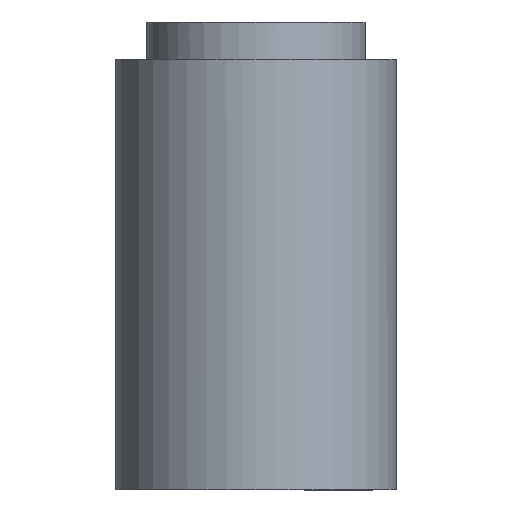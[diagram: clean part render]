
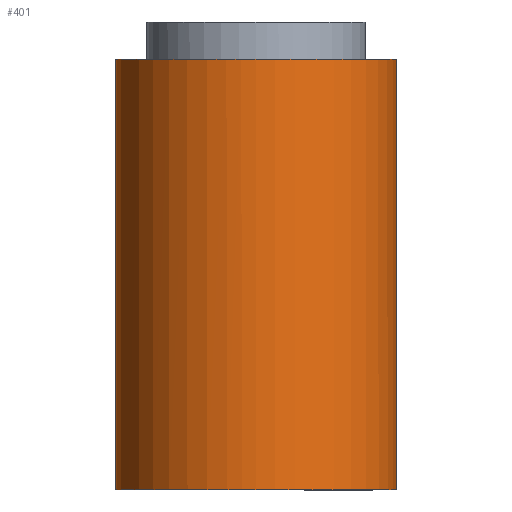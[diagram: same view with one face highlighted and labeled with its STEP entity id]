
A CAD part, left-side view. The second image highlights one B-rep face of the part: STEP entity #401.
In plain terms, the highlighted free-form (B-spline) face has degree [2, 1] with [9, 2] control points.
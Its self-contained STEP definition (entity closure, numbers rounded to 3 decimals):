
#14 = CARTESIAN_POINT ( 'NONE',  ( 3116.172, 2399.641, 138. ) ) ;
#17 = CARTESIAN_POINT ( 'NONE',  ( 3076.575, 2352.225, 138. ) ) ;
#22 = CARTESIAN_POINT ( 'NONE',  ( 3077.842, 2343.903, 138. ) ) ;
#82 = VERTEX_POINT ( 'NONE', #1202 ) ;
#127 = CARTESIAN_POINT ( 'NONE',  ( 3076.575, 2309.877, 140.76 ) ) ;
#147 = CARTESIAN_POINT ( 'NONE',  ( 3121.575, 2309.877, 138. ) ) ;
#160 = CARTESIAN_POINT ( 'NONE',  ( 3121.575, 2399.877, 138. ) ) ;
#165 = CARTESIAN_POINT ( 'NONE',  ( 3107.78, 2311.94, 138. ) ) ;
#182 = CARTESIAN_POINT ( 'NONE',  ( 3076.811, 2360.279, 138. ) ) ;
#196 = EDGE_CURVE ( 'NONE', #649, #775, #635, .T. ) ;
#198 = CARTESIAN_POINT ( 'NONE',  ( 3082.228, 2376.929, 138. ) ) ;
#218 = CARTESIAN_POINT ( 'NONE',  ( 3076.575, 2354.877, 0. ) ) ;
#243 = CARTESIAN_POINT ( 'NONE',  ( 3076.575, 2309.877, 0. ) ) ;
#272 = CARTESIAN_POINT ( 'NONE',  ( 3076.575, 2309.877, -2.76 ) ) ;
#287 = CARTESIAN_POINT ( 'NONE',  ( 3121.575, 2399.877, -2.76 ) ) ;
#293 = CARTESIAN_POINT ( 'NONE',  ( 3121.575, 2399.877, 140.76 ) ) ;
#334 = CARTESIAN_POINT ( 'NONE',  ( 3087.558, 2325.254, 138. ) ) ;
#349 = CARTESIAN_POINT ( 'NONE',  ( 3110.601, 2398.61, 138. ) ) ;
#350 = ORIENTED_EDGE ( 'NONE', *, *, #1779, .F. ) ;
#363 = B_SPLINE_CURVE_WITH_KNOTS ( 'NONE', 3,
 ( #925, #17, #614, #22, #1843, #1554, #461, #1229, #334, #1542, #761, #1687, #1079, #165, #1839, #618, #1707, #1834 ),
 .UNSPECIFIED., .F., .F.,
 ( 4, 2, 2, 2, 2, 2, 2, 2, 4 ),
 ( -270., -258.75, -247.5, -236.25, -225., -213.75, -202.5, -191.25, -180. ),
 .UNSPECIFIED. ) ;
#401 = ADVANCED_FACE ( 'NONE', ( #1118 ), #977, .T. ) ;
#420 = VERTEX_POINT ( 'NONE', #1058 ) ;
#443 = CARTESIAN_POINT ( 'NONE',  ( 3121.575, 2399.877, 140.76 ) ) ;
#461 = CARTESIAN_POINT ( 'NONE',  ( 3082.228, 2332.825, 138. ) ) ;
#485 = EDGE_CURVE ( 'NONE', #420, #1942, #363, .T. ) ;
#486 = CARTESIAN_POINT ( 'NONE',  ( 3099.523, 2394.223, 138. ) ) ;
#509 = CARTESIAN_POINT ( 'NONE',  ( 3094.378, 2390.86, 138. ) ) ;
#510 = ORIENTED_EDGE ( 'NONE', *, *, #1198, .F. ) ;
#535 =( BOUNDED_CURVE ( )  B_SPLINE_CURVE ( 2, ( #218, #243, #854 ),
 .UNSPECIFIED., .F., .T. ) 
 B_SPLINE_CURVE_WITH_KNOTS ( ( 3, 3 ),
 ( 90., 180. ),
 .UNSPECIFIED. ) 
 CURVE ( )  GEOMETRIC_REPRESENTATION_ITEM ( )  RATIONAL_B_SPLINE_CURVE ( ( 1., 0.707, 1. ) ) 
 REPRESENTATION_ITEM ( '' )  );
#578 = ORIENTED_EDGE ( 'NONE', *, *, #1898, .T. ) ;
#579 = CARTESIAN_POINT ( 'NONE',  ( 3166.575, 2399.877, 140.76 ) ) ;
#587 = CARTESIAN_POINT ( 'NONE',  ( 3166.575, 2354.877, 140.76 ) ) ;
#614 = CARTESIAN_POINT ( 'NONE',  ( 3076.811, 2349.474, 138. ) ) ;
#618 = CARTESIAN_POINT ( 'NONE',  ( 3116.172, 2310.112, 138. ) ) ;
#620 = CARTESIAN_POINT ( 'NONE',  ( 3118.923, 2399.877, 138. ) ) ;
#635 = B_SPLINE_CURVE_WITH_KNOTS ( 'NONE', 1,
 ( #928, #1073 ),
 .UNSPECIFIED., .F., .F.,
 ( 2, 2 ),
 ( -69., 69. ),
 .UNSPECIFIED. ) ;
#642 = CARTESIAN_POINT ( 'NONE',  ( 3076.575, 2357.528, 138. ) ) ;
#649 = VERTEX_POINT ( 'NONE', #160 ) ;
#650 = CARTESIAN_POINT ( 'NONE',  ( 3102.241, 2395.621, 138. ) ) ;
#742 = CARTESIAN_POINT ( 'NONE',  ( 3076.575, 2354.877, -2.76 ) ) ;
#761 = CARTESIAN_POINT ( 'NONE',  ( 3094.378, 2318.894, 138. ) ) ;
#775 = VERTEX_POINT ( 'NONE', #1703 ) ;
#812 = CARTESIAN_POINT ( 'NONE',  ( 3085.592, 2382.074, 138. ) ) ;
#835 = CARTESIAN_POINT ( 'NONE',  ( 3078.638, 2368.671, 138. ) ) ;
#839 =( BOUNDED_CURVE ( )  B_SPLINE_CURVE ( 2, ( #1218, #1364, #1369 ),
 .UNSPECIFIED., .F., .F. ) 
 B_SPLINE_CURVE_WITH_KNOTS ( ( 3, 3 ),
 ( 0., 90. ),
 .UNSPECIFIED. ) 
 CURVE ( )  GEOMETRIC_REPRESENTATION_ITEM ( )  RATIONAL_B_SPLINE_CURVE ( ( 1., 0.707, 1. ) ) 
 REPRESENTATION_ITEM ( '' )  );
#854 = CARTESIAN_POINT ( 'NONE',  ( 3121.575, 2309.877, 0. ) ) ;
#871 = EDGE_CURVE ( 'NONE', #775, #82, #839, .T. ) ;
#898 = B_SPLINE_CURVE_WITH_KNOTS ( 'NONE', 1,
 ( #147, #1211 ),
 .UNSPECIFIED., .F., .F.,
 ( 2, 2 ),
 ( -69., 69. ),
 .UNSPECIFIED. ) ;
#899 = CARTESIAN_POINT ( 'NONE',  ( 3166.575, 2309.877, 140.76 ) ) ;
#925 = CARTESIAN_POINT ( 'NONE',  ( 3076.575, 2354.877, 138. ) ) ;
#928 = CARTESIAN_POINT ( 'NONE',  ( 3121.575, 2399.877, 138. ) ) ;
#977 =( BOUNDED_SURFACE ( )  B_SPLINE_SURFACE ( 2, 1, ( 
 ( #443, #287 ),
 ( #579, #1662 ),
 ( #587, #1670 ),
 ( #899, #1504 ),
 ( #1182, #1949 ),
 ( #127, #272 ),
 ( #1199, #742 ),
 ( #1819, #1207 ),
 ( #293, #1363 ) ),
 .UNSPECIFIED., .T., .F., .F. ) 
 B_SPLINE_SURFACE_WITH_KNOTS ( ( 3, 2, 2, 2, 3 ),
 ( 2, 2 ),
 ( 0., 90., 180., 270., 360. ),
 ( -71.76, 71.76 ),
 .UNSPECIFIED. ) 
 GEOMETRIC_REPRESENTATION_ITEM ( )  RATIONAL_B_SPLINE_SURFACE ( (
 ( 1., 1.),
 ( 0.707, 0.707),
 ( 1., 1.),
 ( 0.707, 0.707),
 ( 1., 1.),
 ( 0.707, 0.707),
 ( 1., 1.),
 ( 0.707, 0.707),
 ( 1., 1.) ) ) 
 REPRESENTATION_ITEM ( '' )  SURFACE ( )  );
#1015 = B_SPLINE_CURVE_WITH_KNOTS ( 'NONE', 3,
 ( #1094, #620, #14, #349, #1120, #650, #486, #509, #1748, #1567, #812, #198, #1267, #835, #1589, #182, #642, #1104 ),
 .UNSPECIFIED., .F., .F.,
 ( 4, 2, 2, 2, 2, 2, 2, 2, 4 ),
 ( 0., 45., 90., 135., 180., 225., 270., 315., 360. ),
 .UNSPECIFIED. ) ;
#1058 = CARTESIAN_POINT ( 'NONE',  ( 3076.575, 2354.877, 138. ) ) ;
#1073 = CARTESIAN_POINT ( 'NONE',  ( 3121.575, 2399.877, 0. ) ) ;
#1079 = CARTESIAN_POINT ( 'NONE',  ( 3102.241, 2314.133, 138. ) ) ;
#1094 = CARTESIAN_POINT ( 'NONE',  ( 3121.575, 2399.877, 138. ) ) ;
#1104 = CARTESIAN_POINT ( 'NONE',  ( 3076.575, 2354.877, 138. ) ) ;
#1110 = VERTEX_POINT ( 'NONE', #1359 ) ;
#1118 = FACE_OUTER_BOUND ( 'NONE', #1625, .T. ) ;
#1120 = CARTESIAN_POINT ( 'NONE',  ( 3107.78, 2397.814, 138. ) ) ;
#1181 = ORIENTED_EDGE ( 'NONE', *, *, #196, .T. ) ;
#1182 = CARTESIAN_POINT ( 'NONE',  ( 3121.575, 2309.877, 140.76 ) ) ;
#1198 = EDGE_CURVE ( 'NONE', #1942, #1110, #898, .T. ) ;
#1199 = CARTESIAN_POINT ( 'NONE',  ( 3076.575, 2354.877, 140.76 ) ) ;
#1202 = CARTESIAN_POINT ( 'NONE',  ( 3076.575, 2354.877, 0. ) ) ;
#1207 = CARTESIAN_POINT ( 'NONE',  ( 3076.575, 2399.877, -2.76 ) ) ;
#1211 = CARTESIAN_POINT ( 'NONE',  ( 3121.575, 2309.877, 0. ) ) ;
#1218 = CARTESIAN_POINT ( 'NONE',  ( 3121.575, 2399.877, 0. ) ) ;
#1229 = CARTESIAN_POINT ( 'NONE',  ( 3085.592, 2327.68, 138. ) ) ;
#1267 = CARTESIAN_POINT ( 'NONE',  ( 3080.831, 2374.211, 138. ) ) ;
#1299 = ORIENTED_EDGE ( 'NONE', *, *, #485, .F. ) ;
#1359 = CARTESIAN_POINT ( 'NONE',  ( 3121.575, 2309.877, 0. ) ) ;
#1363 = CARTESIAN_POINT ( 'NONE',  ( 3121.575, 2399.877, -2.76 ) ) ;
#1364 = CARTESIAN_POINT ( 'NONE',  ( 3076.575, 2399.877, 0. ) ) ;
#1369 = CARTESIAN_POINT ( 'NONE',  ( 3076.575, 2354.877, 0. ) ) ;
#1451 = ORIENTED_EDGE ( 'NONE', *, *, #871, .T. ) ;
#1479 = CARTESIAN_POINT ( 'NONE',  ( 3121.575, 2309.877, 138. ) ) ;
#1504 = CARTESIAN_POINT ( 'NONE',  ( 3166.575, 2309.877, -2.76 ) ) ;
#1542 = CARTESIAN_POINT ( 'NONE',  ( 3091.952, 2320.86, 138. ) ) ;
#1554 = CARTESIAN_POINT ( 'NONE',  ( 3080.831, 2335.543, 138. ) ) ;
#1567 = CARTESIAN_POINT ( 'NONE',  ( 3087.558, 2384.5, 138. ) ) ;
#1589 = CARTESIAN_POINT ( 'NONE',  ( 3077.842, 2365.851, 138. ) ) ;
#1625 = EDGE_LOOP ( 'NONE', ( #510, #1299, #350, #1181, #1451, #578 ) ) ;
#1662 = CARTESIAN_POINT ( 'NONE',  ( 3166.575, 2399.877, -2.76 ) ) ;
#1670 = CARTESIAN_POINT ( 'NONE',  ( 3166.575, 2354.877, -2.76 ) ) ;
#1687 = CARTESIAN_POINT ( 'NONE',  ( 3099.523, 2315.53, 138. ) ) ;
#1703 = CARTESIAN_POINT ( 'NONE',  ( 3121.575, 2399.877, 0. ) ) ;
#1707 = CARTESIAN_POINT ( 'NONE',  ( 3118.923, 2309.877, 138. ) ) ;
#1748 = CARTESIAN_POINT ( 'NONE',  ( 3091.952, 2388.893, 138. ) ) ;
#1779 = EDGE_CURVE ( 'NONE', #649, #420, #1015, .T. ) ;
#1819 = CARTESIAN_POINT ( 'NONE',  ( 3076.575, 2399.877, 140.76 ) ) ;
#1834 = CARTESIAN_POINT ( 'NONE',  ( 3121.575, 2309.877, 138. ) ) ;
#1839 = CARTESIAN_POINT ( 'NONE',  ( 3110.601, 2311.144, 138. ) ) ;
#1843 = CARTESIAN_POINT ( 'NONE',  ( 3078.638, 2341.082, 138. ) ) ;
#1898 = EDGE_CURVE ( 'NONE', #82, #1110, #535, .T. ) ;
#1942 = VERTEX_POINT ( 'NONE', #1479 ) ;
#1949 = CARTESIAN_POINT ( 'NONE',  ( 3121.575, 2309.877, -2.76 ) ) ;
